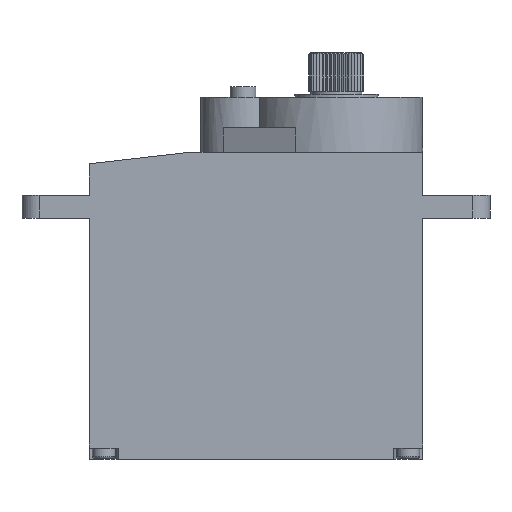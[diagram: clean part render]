
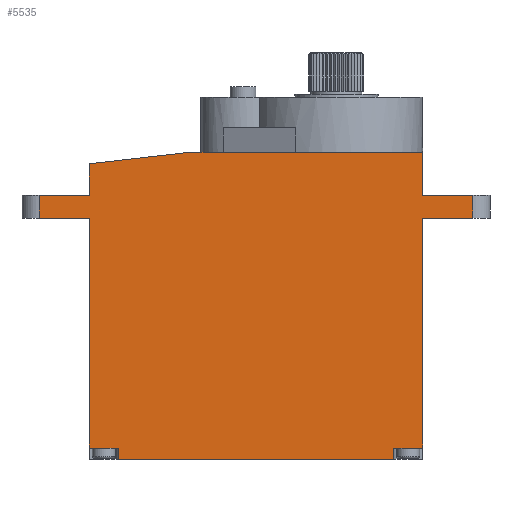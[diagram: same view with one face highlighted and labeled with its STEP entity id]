
A CAD part, front view. The second image highlights one B-rep face of the part: STEP entity #5535.
In plain terms, the highlighted planar face has unit normal (0, -1, 0).
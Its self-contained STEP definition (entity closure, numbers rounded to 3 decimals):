
#70 = VECTOR ( 'NONE', #1972, 1000. ) ;
#104 = ORIENTED_EDGE ( 'NONE', *, *, #2758, .T. ) ;
#206 = DIRECTION ( 'NONE',  ( 1., 0., 0. ) ) ;
#338 = DIRECTION ( 'NONE',  ( 0., 0., -1. ) ) ;
#503 = ORIENTED_EDGE ( 'NONE', *, *, #11871, .T. ) ;
#690 = ORIENTED_EDGE ( 'NONE', *, *, #13948, .T. ) ;
#896 = ORIENTED_EDGE ( 'NONE', *, *, #14456, .T. ) ;
#1075 = DIRECTION ( 'NONE',  ( 1., 0., 0. ) ) ;
#1098 = ORIENTED_EDGE ( 'NONE', *, *, #6520, .F. ) ;
#1274 = LINE ( 'NONE', #1447, #9528 ) ;
#1289 = VERTEX_POINT ( 'NONE', #13027 ) ;
#1347 = EDGE_CURVE ( 'NONE', #1289, #10186, #1274, .T. ) ;
#1399 = CARTESIAN_POINT ( 'NONE',  ( -21.2, 0., 0.8 ) ) ;
#1429 = DIRECTION ( 'NONE',  ( 1., 0., 0. ) ) ;
#1447 = CARTESIAN_POINT ( 'NONE',  ( -27.9, 0., 18.4 ) ) ;
#1450 = ORIENTED_EDGE ( 'NONE', *, *, #14776, .F. ) ;
#1478 = ORIENTED_EDGE ( 'NONE', *, *, #2209, .F. ) ;
#1488 = EDGE_CURVE ( 'NONE', #2247, #11334, #11783, .T. ) ;
#1609 = CARTESIAN_POINT ( 'NONE',  ( -23.2, 0., 21.4 ) ) ;
#1677 = ORIENTED_EDGE ( 'NONE', *, *, #9381, .F. ) ;
#1800 = AXIS2_PLACEMENT_3D ( 'NONE', #1969, #5834, #14928 ) ;
#1854 = DIRECTION ( 'NONE',  ( 0., 0., -1. ) ) ;
#1866 = ORIENTED_EDGE ( 'NONE', *, *, #7900, .T. ) ;
#1903 = LINE ( 'NONE', #9134, #11866 ) ;
#1908 = CARTESIAN_POINT ( 'NONE',  ( -23.2, 0., 16.8 ) ) ;
#1943 = VECTOR ( 'NONE', #338, 1000. ) ;
#1969 = CARTESIAN_POINT ( 'NONE',  ( 0., 0., 16.8 ) ) ;
#1972 = DIRECTION ( 'NONE',  ( 0., 0., 1. ) ) ;
#1999 = LINE ( 'NONE', #14938, #5394 ) ;
#2209 = EDGE_CURVE ( 'NONE', #7664, #10976, #13801, .T. ) ;
#2210 = LINE ( 'NONE', #5174, #9483 ) ;
#2216 = VECTOR ( 'NONE', #14477, 1000. ) ;
#2233 = CARTESIAN_POINT ( 'NONE',  ( -27.9, 0., 18.4 ) ) ;
#2247 = VERTEX_POINT ( 'NONE', #8035 ) ;
#2451 = ORIENTED_EDGE ( 'NONE', *, *, #9983, .T. ) ;
#2478 = ORIENTED_EDGE ( 'NONE', *, *, #1488, .F. ) ;
#2758 = EDGE_CURVE ( 'NONE', #15856, #12246, #1903, .T. ) ;
#2852 = ORIENTED_EDGE ( 'NONE', *, *, #15730, .F. ) ;
#2870 = DIRECTION ( 'NONE',  ( 1., 0., 0. ) ) ;
#3009 = CARTESIAN_POINT ( 'NONE',  ( -21.2, 0., 0. ) ) ;
#3020 = ORIENTED_EDGE ( 'NONE', *, *, #16287, .F. ) ;
#3091 = CARTESIAN_POINT ( 'NONE',  ( 0., 0., 16.8 ) ) ;
#3151 = DIRECTION ( 'NONE',  ( 1., 0., 0. ) ) ;
#3636 = ORIENTED_EDGE ( 'NONE', *, *, #4293, .T. ) ;
#3765 = VERTEX_POINT ( 'NONE', #9083 ) ;
#3823 = ORIENTED_EDGE ( 'NONE', *, *, #3977, .T. ) ;
#3842 = CARTESIAN_POINT ( 'NONE',  ( -23.2, 0., 0.8 ) ) ;
#3851 = EDGE_LOOP ( 'NONE', ( #4437, #3823, #3636, #3020, #2852, #2478, #2451, #1866, #1677, #1478, #1450, #1098, #896, #690, #7485, #503, #104, #16574 ) ) ;
#3958 = CARTESIAN_POINT ( 'NONE',  ( 3.5, 0., 16.8 ) ) ;
#3977 = EDGE_CURVE ( 'NONE', #3765, #15624, #2210, .T. ) ;
#4293 = EDGE_CURVE ( 'NONE', #15624, #6319, #8009, .T. ) ;
#4350 = LINE ( 'NONE', #1399, #11322 ) ;
#4437 = ORIENTED_EDGE ( 'NONE', *, *, #9763, .F. ) ;
#4637 = DIRECTION ( 'NONE',  ( 1., 0., 0. ) ) ;
#5070 = CARTESIAN_POINT ( 'NONE',  ( -2., 0., 0. ) ) ;
#5174 = CARTESIAN_POINT ( 'NONE',  ( -21.2, 0., 0.8 ) ) ;
#5347 = CARTESIAN_POINT ( 'NONE',  ( -2., 0., 0.8 ) ) ;
#5394 = VECTOR ( 'NONE', #8461, 1000. ) ;
#5535 = ADVANCED_FACE ( 'NONE', ( #6442 ), #12370, .F. ) ;
#5778 = VERTEX_POINT ( 'NONE', #3842 ) ;
#5834 = DIRECTION ( 'NONE',  ( 0., 1., 0. ) ) ;
#6039 = CARTESIAN_POINT ( 'NONE',  ( 3.5, 0., 18.4 ) ) ;
#6319 = VERTEX_POINT ( 'NONE', #5070 ) ;
#6442 = FACE_OUTER_BOUND ( 'NONE', #3851, .T. ) ;
#6443 = DIRECTION ( 'NONE',  ( 0., 0., -1. ) ) ;
#6520 = EDGE_CURVE ( 'NONE', #11637, #11330, #10644, .T. ) ;
#6688 = CARTESIAN_POINT ( 'NONE',  ( -2., 0., 0.8 ) ) ;
#7017 = VECTOR ( 'NONE', #1854, 1000. ) ;
#7026 = CARTESIAN_POINT ( 'NONE',  ( -23.2, 0., 21.4 ) ) ;
#7159 = VECTOR ( 'NONE', #2870, 1000. ) ;
#7469 = VERTEX_POINT ( 'NONE', #6039 ) ;
#7485 = ORIENTED_EDGE ( 'NONE', *, *, #1347, .F. ) ;
#7621 = CARTESIAN_POINT ( 'NONE',  ( -23.2, 0., 18.4 ) ) ;
#7664 = VERTEX_POINT ( 'NONE', #12833 ) ;
#7878 = VECTOR ( 'NONE', #12379, 1000. ) ;
#7900 = EDGE_CURVE ( 'NONE', #12522, #7469, #9909, .T. ) ;
#7910 = CARTESIAN_POINT ( 'NONE',  ( 0., 0., 21.4 ) ) ;
#8009 = LINE ( 'NONE', #12477, #12765 ) ;
#8035 = CARTESIAN_POINT ( 'NONE',  ( 0., 0., 16.8 ) ) ;
#8128 = DIRECTION ( 'NONE',  ( 0., 0., -1. ) ) ;
#8400 = LINE ( 'NONE', #6688, #1943 ) ;
#8461 = DIRECTION ( 'NONE',  ( -1., 0., 0. ) ) ;
#8681 = VECTOR ( 'NONE', #8128, 1000. ) ;
#9015 = LINE ( 'NONE', #7026, #11711 ) ;
#9059 = DIRECTION ( 'NONE',  ( -1., 0., 0. ) ) ;
#9083 = CARTESIAN_POINT ( 'NONE',  ( -21.2, 0., 0.8 ) ) ;
#9134 = CARTESIAN_POINT ( 'NONE',  ( 0., 0., 16.8 ) ) ;
#9381 = EDGE_CURVE ( 'NONE', #10976, #7469, #9475, .T. ) ;
#9403 = CARTESIAN_POINT ( 'NONE',  ( -16.2, 0., 21.4 ) ) ;
#9475 = LINE ( 'NONE', #2233, #12983 ) ;
#9483 = VECTOR ( 'NONE', #6443, 1000. ) ;
#9528 = VECTOR ( 'NONE', #206, 1000. ) ;
#9713 = CARTESIAN_POINT ( 'NONE',  ( 3.5, 0., 16.8 ) ) ;
#9763 = EDGE_CURVE ( 'NONE', #3765, #5778, #4350, .T. ) ;
#9909 = LINE ( 'NONE', #9713, #70 ) ;
#9983 = EDGE_CURVE ( 'NONE', #2247, #12522, #13172, .T. ) ;
#10058 = DIRECTION ( 'NONE',  ( 1., 0., 0. ) ) ;
#10153 = CARTESIAN_POINT ( 'NONE',  ( 0., 0., 0.8 ) ) ;
#10186 = VERTEX_POINT ( 'NONE', #7621 ) ;
#10644 = LINE ( 'NONE', #1609, #7159 ) ;
#10976 = VERTEX_POINT ( 'NONE', #14453 ) ;
#11322 = VECTOR ( 'NONE', #9059, 1000. ) ;
#11330 = VERTEX_POINT ( 'NONE', #13971 ) ;
#11334 = VERTEX_POINT ( 'NONE', #10153 ) ;
#11446 = LINE ( 'NONE', #12745, #14850 ) ;
#11637 = VERTEX_POINT ( 'NONE', #15791 ) ;
#11711 = VECTOR ( 'NONE', #12319, 1000. ) ;
#11783 = LINE ( 'NONE', #15870, #8681 ) ;
#11828 = LINE ( 'NONE', #16185, #7878 ) ;
#11866 = VECTOR ( 'NONE', #1429, 1000. ) ;
#11871 = EDGE_CURVE ( 'NONE', #1289, #15856, #11828, .T. ) ;
#12246 = VERTEX_POINT ( 'NONE', #1908 ) ;
#12319 = DIRECTION ( 'NONE',  ( 0., 0., -1. ) ) ;
#12370 = PLANE ( 'NONE',  #1800 ) ;
#12379 = DIRECTION ( 'NONE',  ( 0., 0., -1. ) ) ;
#12477 = CARTESIAN_POINT ( 'NONE',  ( 0., 0., 0. ) ) ;
#12522 = VERTEX_POINT ( 'NONE', #3958 ) ;
#12745 = CARTESIAN_POINT ( 'NONE',  ( -23.2, 0., 21.4 ) ) ;
#12765 = VECTOR ( 'NONE', #4637, 1000. ) ;
#12833 = CARTESIAN_POINT ( 'NONE',  ( 0., 0., 21.4 ) ) ;
#12983 = VECTOR ( 'NONE', #10058, 1000. ) ;
#13027 = CARTESIAN_POINT ( 'NONE',  ( -26.7, 0., 18.4 ) ) ;
#13072 = VERTEX_POINT ( 'NONE', #5347 ) ;
#13172 = LINE ( 'NONE', #3091, #16615 ) ;
#13290 = LINE ( 'NONE', #9403, #16308 ) ;
#13564 = CARTESIAN_POINT ( 'NONE',  ( -23.2, 0., 16.8 ) ) ;
#13801 = LINE ( 'NONE', #7910, #2216 ) ;
#13948 = EDGE_CURVE ( 'NONE', #16345, #10186, #9015, .T. ) ;
#13971 = CARTESIAN_POINT ( 'NONE',  ( -6., 0., 21.4 ) ) ;
#13987 = LINE ( 'NONE', #13564, #7017 ) ;
#14453 = CARTESIAN_POINT ( 'NONE',  ( 0., 0., 18.4 ) ) ;
#14456 = EDGE_CURVE ( 'NONE', #11637, #16345, #13290, .T. ) ;
#14477 = DIRECTION ( 'NONE',  ( 0., 0., -1. ) ) ;
#14776 = EDGE_CURVE ( 'NONE', #11330, #7664, #11446, .T. ) ;
#14850 = VECTOR ( 'NONE', #1075, 1000. ) ;
#14928 = DIRECTION ( 'NONE',  ( -1., 0., 0. ) ) ;
#14938 = CARTESIAN_POINT ( 'NONE',  ( -2., 0., 0.8 ) ) ;
#15104 = CARTESIAN_POINT ( 'NONE',  ( -26.7, 0., 16.8 ) ) ;
#15624 = VERTEX_POINT ( 'NONE', #3009 ) ;
#15684 = EDGE_CURVE ( 'NONE', #12246, #5778, #13987, .T. ) ;
#15730 = EDGE_CURVE ( 'NONE', #11334, #13072, #1999, .T. ) ;
#15791 = CARTESIAN_POINT ( 'NONE',  ( -16.2, 0., 21.4 ) ) ;
#15843 = CARTESIAN_POINT ( 'NONE',  ( -23.2, 0., 20.6 ) ) ;
#15856 = VERTEX_POINT ( 'NONE', #15104 ) ;
#15870 = CARTESIAN_POINT ( 'NONE',  ( 0., 0., 16.8 ) ) ;
#15887 = DIRECTION ( 'NONE',  ( -0.994, 0., -0.114 ) ) ;
#16185 = CARTESIAN_POINT ( 'NONE',  ( -26.7, 0., 16.8 ) ) ;
#16287 = EDGE_CURVE ( 'NONE', #13072, #6319, #8400, .T. ) ;
#16308 = VECTOR ( 'NONE', #15887, 1000. ) ;
#16345 = VERTEX_POINT ( 'NONE', #15843 ) ;
#16574 = ORIENTED_EDGE ( 'NONE', *, *, #15684, .T. ) ;
#16615 = VECTOR ( 'NONE', #3151, 1000. ) ;
